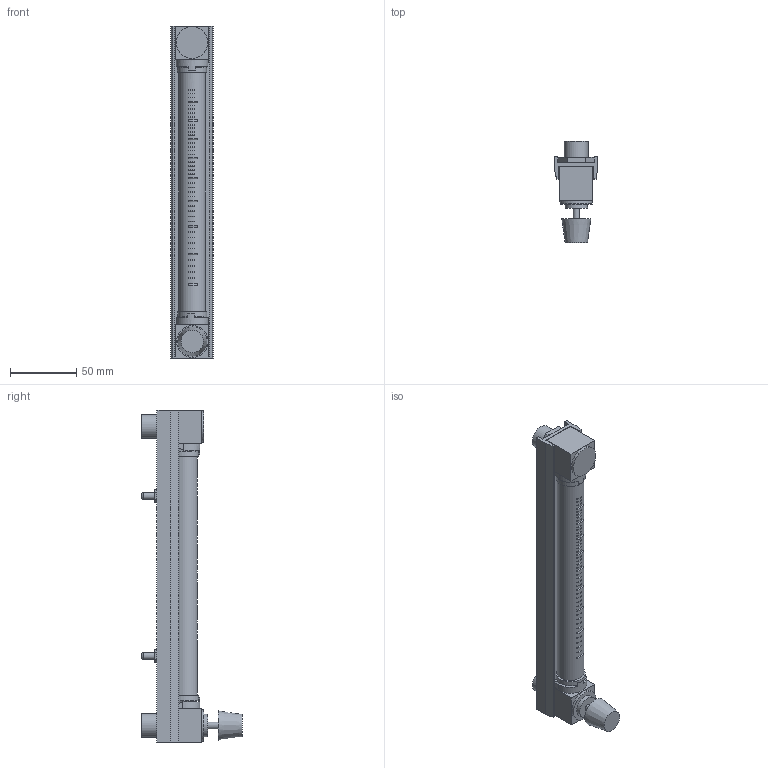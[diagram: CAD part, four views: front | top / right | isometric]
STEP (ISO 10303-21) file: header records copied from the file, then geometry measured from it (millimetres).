
FILE_DESCRIPTION( ( 'Unknown' ), '1' );
FILE_NAME( 'LVS-LVB.stp', 'Unknown', ( 'Unknown' ), ( 'Unknown' ), 'PSStep 17.0.49', 'Unknown', ' ' );
FILE_SCHEMA( ( 'AUTOMOTIVE_DESIGN { 1 0 10303 214 1 1 1 1 }' ) );
Length unit declared in the file: millimetre
Products named in the file (13): Assem1; Endblock-Ventil; Endblock-ohne; Washer_DIN_125_1_A_5.3; Nut_DIN_EN_24034_1992_M5; Nut_DIN_EN_ISO_4034_2001_M5; Dichtblock1; Spannmutter; Kegel; O-Ring; Klemmstück; Träger-l; Glas-180
Assembly tree (19 placements, depth 2):
  Assem1
    Endblock-Ventil
    Endblock-ohne
    Washer_DIN_125_1_A_5.3  x2
    Nut_DIN_EN_24034_1992_M5
    Nut_DIN_EN_ISO_4034_2001_M5
    Dichtblock1  x2
    Spannmutter  x2
    Kegel
    O-Ring  x4
    Klemmstück  x2
    Träger-l
    Glas-180
Bounding box: 32.5 x 76 x 251 mm (x, y, z)
Volume: 109978.6 mm3; surface area: 79251.5 mm2
Topology: 19 solids, 19 shells, 308 faces, 635 edges, 418 vertices
Faces by surface type: plane 203, torus 50, cylinder 43, cone 12
Full cylindrical faces by diameter (mm): 4.134 x2, 5 x3, 5.3 x2, 10 x2, 10.133 x1, 11 x2, 11.445 x4, 12 x1, 14.4 x1, 15.5 x4, 16 x2, 17 x2, 18 x2, 19 x2, 20 x3, 22 x2, 24 x2
Entity records: 9362 total; most frequent: CARTESIAN_POINT 1307, DIRECTION 1296, ORIENTED_EDGE 984, AXIS2_PLACEMENT_3D 541, EDGE_CURVE 492, EDGE_LOOP 384, VERTEX_POINT 352, FACE_OUTER_BOUND 298
